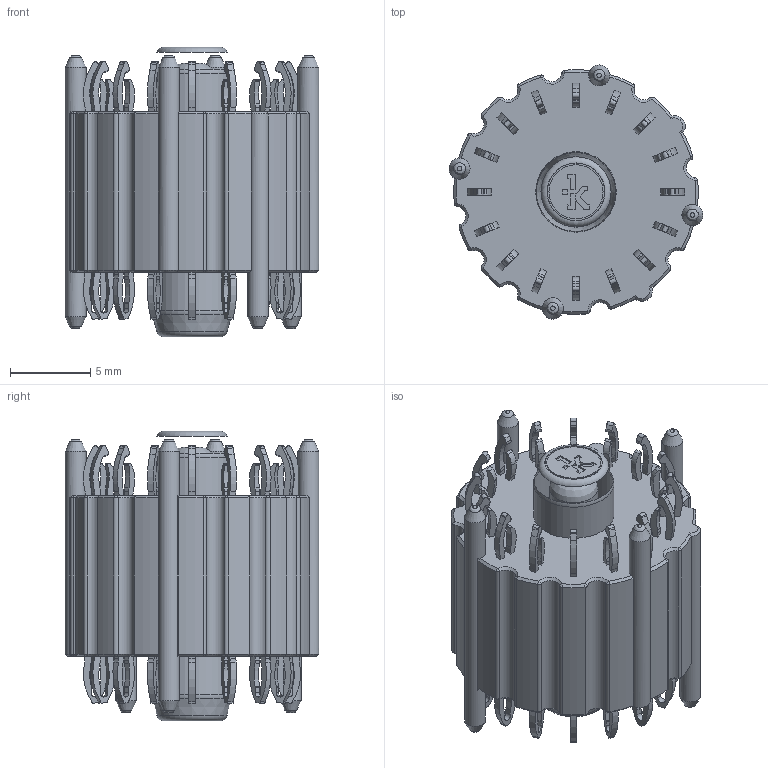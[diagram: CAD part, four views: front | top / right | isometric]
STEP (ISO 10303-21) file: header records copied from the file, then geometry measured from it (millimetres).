
FILE_DESCRIPTION(/* description */ (''),/* implementation_level */ '2;1');
FILE_NAME(/* name */ 'B2B-Power-KON_45.016.111.10.01.step',/* time_stamp */ '2024-04-09T10:45:08+02:00',/* author */ (''),/* organization */ (''),/* preprocessor_version */ 'ST-DEVELOPER v20',/* originating_system */ 'Autodesk Translation Framework v12.20.1.177',/* authorisation */ '');
FILE_SCHEMA (('AUTOMOTIVE_DESIGN { 1 0 10303 214 3 1 1 }'));
Length unit declared in the file: metre
Products named in the file (3): B2B-Power-KON_45.016.111.10.01; B2B-Power 16p-10mm; B2B-Power 16p-10mm (1)
Assembly tree (2 placements, depth 3):
  B2B-Power-KON_45.016.111.10.01
    B2B-Power 16p-10mm
      B2B-Power 16p-10mm (1)
Bounding box: 15.78 x 15.78 x 18 mm (x, y, z)
Volume: 1859.7 mm3; surface area: 1556.8 mm2
Topology: 1 solids, 2 shells, 975 faces, 2696 edges, 1765 vertices
Faces by surface type: cylinder 507, plane 350, cone 106, bspline 8, torus 4
Full cylindrical faces by diameter (mm): 1.3 x6, 3 x1, 3.367 x1, 3.566 x1, 5 x2
Entity records: 31829 total; most frequent: DIRECTION 5788, CARTESIAN_POINT 5737, ORIENTED_EDGE 5392, EDGE_CURVE 2696, AXIS2_PLACEMENT_3D 2144, VERTEX_POINT 1765, LINE 1500, VECTOR 1500
